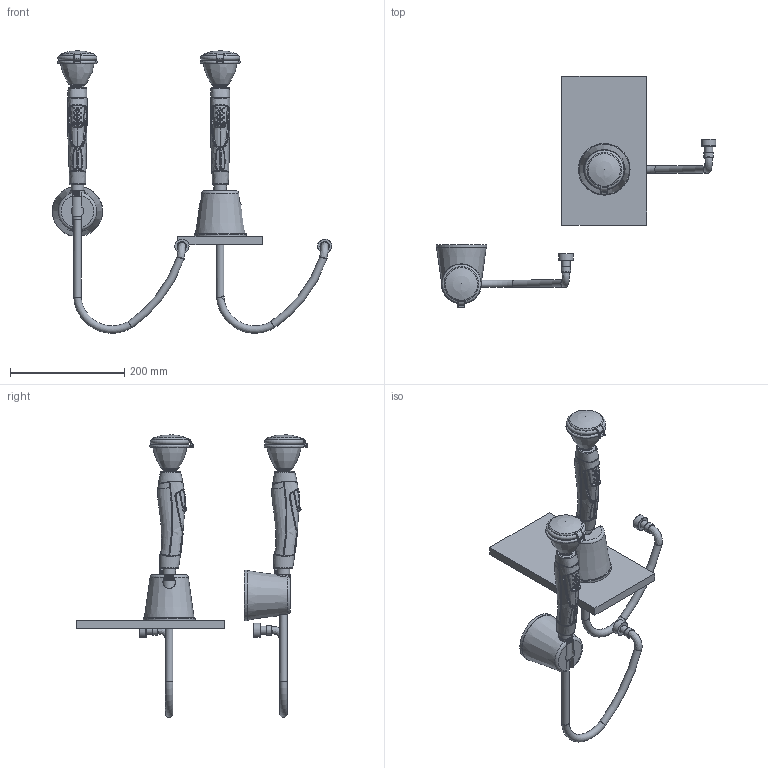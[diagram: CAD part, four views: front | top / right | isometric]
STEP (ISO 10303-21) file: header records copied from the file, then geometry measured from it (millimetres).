
FILE_DESCRIPTION(/* description */ (''),/* implementation_level */ '2;1');
FILE_NAME(/* name */ 'BR712025_Assembly-001.stp',/* time_stamp */ '2025-03-14T11:57:12+05:00',/* author */ (''),/* organization */ (''),/* preprocessor_version */ 'ST-DEVELOPER v18.102',/* originating_system */ 'SIEMENS PLM Software NX 2027',/* authorisation */ '');
FILE_SCHEMA (('AUTOMOTIVE_DESIGN { 1 0 10303 214 3 1 1 1 }'));
Products named in the file (1): BR712025 Revised_objects
Bounding box: 489.6 x 406.12 x 494.56 mm (x, y, z)
Volume: 1817282.3 mm3; surface area: 357091.8 mm2
Topology: 33 solids, 34 shells, 1792 faces, 4156 edges, 2362 vertices
Faces by surface type: bspline 803, cylinder 353, sphere 218, plane 193, extrusion 120, torus 103, cone 2
Full cylindrical faces by diameter (mm): 2.5 x6, 11.6 x2, 13 x2, 14.5 x2, 16 x2, 16.4 x2, 16.5 x2, 20.6 x12, 22 x7, 22.2 x1, 23 x2, 25 x3, 88.432 x1, 90.432 x1
Entity records: 170055 total; most frequent: CARTESIAN_POINT 137491, ORIENTED_EDGE 7461, DIRECTION 5318, EDGE_CURVE 3734, AXIS2_PLACEMENT_3D 2290, VERTEX_POINT 2166, EDGE_LOOP 1942, ADVANCED_FACE 1780
